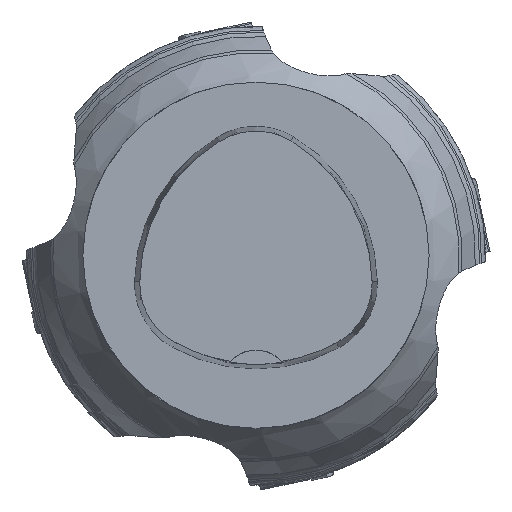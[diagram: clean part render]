
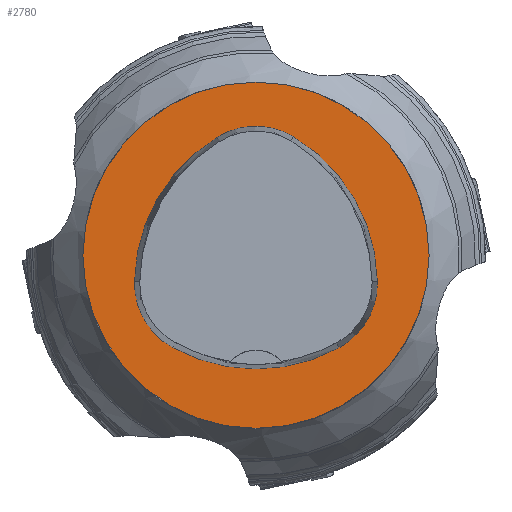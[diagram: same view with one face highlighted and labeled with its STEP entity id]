
A CAD part, top view. The second image highlights one B-rep face of the part: STEP entity #2780.
In plain terms, the highlighted planar face has unit normal (0, 0, 1).
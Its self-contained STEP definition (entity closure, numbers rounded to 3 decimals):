
#1295=FACE_BOUND('',#6715,.T.);
#1296=FACE_BOUND('',#6716,.T.);
#2780=ADVANCED_FACE('',(#1295,#1296),#4234,.T.);
#4234=PLANE('',#30138);
#6715=EDGE_LOOP('',(#12862,#12863,#12864,#12865,#12866,#12867));
#6716=EDGE_LOOP('',(#12868));
#9659=CIRCLE('',#30125,20.);
#9660=CIRCLE('',#30127,8.5);
#9661=CIRCLE('',#30129,20.);
#9662=CIRCLE('',#30131,8.5);
#9663=CIRCLE('',#30133,20.);
#9664=CIRCLE('',#30135,8.5);
#9665=CIRCLE('',#30137,20.);
#12862=ORIENTED_EDGE('',*,*,#23369,.T.);
#12863=ORIENTED_EDGE('',*,*,#23367,.T.);
#12864=ORIENTED_EDGE('',*,*,#23365,.T.);
#12865=ORIENTED_EDGE('',*,*,#23363,.T.);
#12866=ORIENTED_EDGE('',*,*,#23361,.T.);
#12867=ORIENTED_EDGE('',*,*,#23359,.T.);
#12868=ORIENTED_EDGE('',*,*,#23370,.F.);
#20267=VERTEX_POINT('',#47382);
#20268=VERTEX_POINT('',#47384);
#20269=VERTEX_POINT('',#47388);
#20270=VERTEX_POINT('',#47392);
#20271=VERTEX_POINT('',#47396);
#20272=VERTEX_POINT('',#47400);
#20273=VERTEX_POINT('',#47406);
#23359=EDGE_CURVE('',#20268,#20267,#9659,.T.);
#23361=EDGE_CURVE('',#20269,#20268,#9660,.T.);
#23363=EDGE_CURVE('',#20270,#20269,#9661,.T.);
#23365=EDGE_CURVE('',#20271,#20270,#9662,.T.);
#23367=EDGE_CURVE('',#20272,#20271,#9663,.T.);
#23369=EDGE_CURVE('',#20267,#20272,#9664,.T.);
#23370=EDGE_CURVE('',#20273,#20273,#9665,.T.);
#30125=AXIS2_PLACEMENT_3D('',#47383,#34535,#34536);
#30127=AXIS2_PLACEMENT_3D('',#47387,#34540,#34541);
#30129=AXIS2_PLACEMENT_3D('',#47391,#34545,#34546);
#30131=AXIS2_PLACEMENT_3D('',#47395,#34550,#34551);
#30133=AXIS2_PLACEMENT_3D('',#47399,#34555,#34556);
#30135=AXIS2_PLACEMENT_3D('',#47403,#34560,#34561);
#30137=AXIS2_PLACEMENT_3D('',#47405,#34564,#34565);
#30138=AXIS2_PLACEMENT_3D('',#47407,#34566,#34567);
#34535=DIRECTION('',(0.,0.,-1.));
#34536=DIRECTION('',(-1.,0.,0.));
#34540=DIRECTION('',(0.,0.,-1.));
#34541=DIRECTION('',(-1.,0.,0.));
#34545=DIRECTION('',(0.,0.,-1.));
#34546=DIRECTION('',(-1.,0.,0.));
#34550=DIRECTION('',(0.,0.,-1.));
#34551=DIRECTION('',(-1.,0.,0.));
#34555=DIRECTION('',(0.,0.,-1.));
#34556=DIRECTION('',(-1.,0.,0.));
#34560=DIRECTION('',(0.,0.,-1.));
#34561=DIRECTION('',(-1.,0.,0.));
#34564=DIRECTION('',(0.,0.,-1.));
#34565=DIRECTION('',(-1.,0.,0.));
#34566=DIRECTION('',(0.,0.,1.));
#34567=DIRECTION('',(1.,0.,0.));
#47382=CARTESIAN_POINT('',(-9.655,-10.639,0.));
#47383=CARTESIAN_POINT('',(0.022,6.864,0.));
#47384=CARTESIAN_POINT('',(9.588,-10.699,0.));
#47387=CARTESIAN_POINT('',(5.522,-3.235,0.));
#47388=CARTESIAN_POINT('',(14.021,-3.075,0.));
#47391=CARTESIAN_POINT('',(-5.976,-3.45,0.));
#47392=CARTESIAN_POINT('',(4.347,13.68,0.));
#47395=CARTESIAN_POINT('',(-0.04,6.4,0.));
#47396=CARTESIAN_POINT('',(-4.472,13.653,0.));
#47399=CARTESIAN_POINT('',(5.955,-3.414,0.));
#47400=CARTESIAN_POINT('',(-14.041,-3.042,0.));
#47403=CARTESIAN_POINT('',(-5.543,-3.2,0.));
#47405=CARTESIAN_POINT('',(0.,0.,0.));
#47406=CARTESIAN_POINT('',(-20.,0.,0.));
#47407=CARTESIAN_POINT('',(0.,0.,0.));
